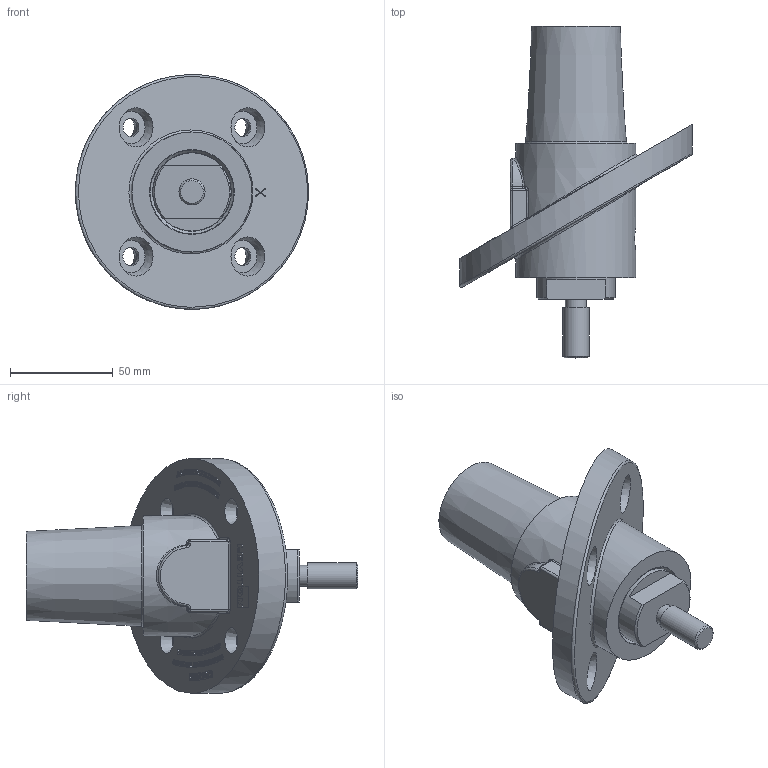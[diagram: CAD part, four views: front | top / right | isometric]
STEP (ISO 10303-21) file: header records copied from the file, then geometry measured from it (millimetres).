
FILE_DESCRIPTION (( 'STEP AP214' ), '1' );
FILE_NAME ('CATSTD-23R24-0SX-M01.STEP', '2022-10-07T18:41:03', ( '' ), ( '' ), 'SwSTEP 2.0', 'SolidWorks 2020', '' );
FILE_SCHEMA (( 'AUTOMOTIVE_DESIGN' ));
Length unit declared in the file: inch
Products named in the file (9): OX48489-M01; OR48285-M01; BAB9727-M01; OX48504-M01; OX48285-M01; CATSTD-23R24-0SX-M01; ORB9727-M01; OX48511-M01 REF; OG48488-M01
Assembly tree (8 placements, depth 3):
  CATSTD-23R24-0SX-M01
    OR48285-M01
      OX48285-M01
      OX48511-M01 REF
    OG48488-M01
    ORB9727-M01
      BAB9727-M01
      OX48489-M01
      OX48504-M01
Bounding box: 113.46 x 161.62 x 114.24 mm (x, y, z)
Volume: 353831 mm3; surface area: 123339.9 mm2
Topology: 6 solids, 6 shells, 1315 faces, 3445 edges, 2281 vertices
Faces by surface type: plane 862, bspline 373, cylinder 42, cone 26, torus 6, sphere 6
Full cylindrical faces by diameter (mm): 2.438 x1, 5.08 x1, 5.105 x1, 6.236 x1, 6.35 x3, 7.95 x1, 9.017 x4, 9.525 x1, 10.312 x1, 12.7 x1, 28.575 x1, 37.084 x1, 38.1 x2, 38.354 x1, 41.275 x3, 58.42 x1, 63.5 x1, 108.331 x2
Entity records: 62501 total; most frequent: CARTESIAN_POINT 32543, ORIENTED_EDGE 6720, DIRECTION 4635, EDGE_CURVE 3360, LINE 2427, VECTOR 2427, VERTEX_POINT 2259, EDGE_LOOP 1555
